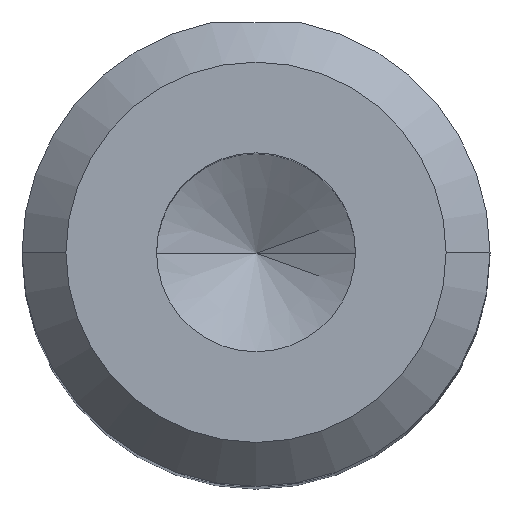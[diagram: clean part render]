
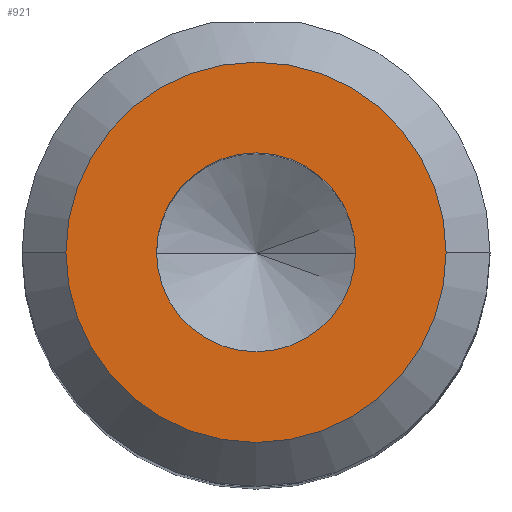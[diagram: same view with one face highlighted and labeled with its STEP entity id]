
A CAD part, top view. The second image highlights one B-rep face of the part: STEP entity #921.
In plain terms, the highlighted planar face has unit normal (0, 0, 1).
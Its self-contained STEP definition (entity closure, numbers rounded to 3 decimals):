
#21 = ORIENTED_EDGE ( 'NONE', *, *, #1112, .F. ) ;
#22 = ORIENTED_EDGE ( 'NONE', *, *, #804, .T. ) ;
#57 = DIRECTION ( 'NONE',  ( 1., 0., 0. ) ) ;
#63 = DIRECTION ( 'NONE',  ( 1., 0., 0. ) ) ;
#78 = AXIS2_PLACEMENT_3D ( 'NONE', #1255, #657, #57 ) ;
#144 = AXIS2_PLACEMENT_3D ( 'NONE', #1269, #361, #172 ) ;
#172 = DIRECTION ( 'NONE',  ( 1., 0., 0. ) ) ;
#185 = ORIENTED_EDGE ( 'NONE', *, *, #870, .F. ) ;
#248 = VERTEX_POINT ( 'NONE', #833 ) ;
#340 = AXIS2_PLACEMENT_3D ( 'NONE', #1133, #533, #1234 ) ;
#359 = DIRECTION ( 'NONE',  ( 0., 0., 1. ) ) ;
#361 = DIRECTION ( 'NONE',  ( 0., 0., 1. ) ) ;
#390 = CIRCLE ( 'NONE', #78, 3.4 ) ;
#523 = EDGE_LOOP ( 'NONE', ( #881, #22 ) ) ;
#533 = DIRECTION ( 'NONE',  ( 0., 0., 1. ) ) ;
#547 = AXIS2_PLACEMENT_3D ( 'NONE', #960, #359, #1062 ) ;
#657 = DIRECTION ( 'NONE',  ( 0., 0., 1. ) ) ;
#666 = DIRECTION ( 'NONE',  ( 0., 0., 1. ) ) ;
#669 = CARTESIAN_POINT ( 'NONE',  ( 6.5, 0., 30. ) ) ;
#719 = CIRCLE ( 'NONE', #340, 6.5 ) ;
#727 = CIRCLE ( 'NONE', #878, 3.4 ) ;
#771 = PLANE ( 'NONE',  #144 ) ;
#804 = EDGE_CURVE ( 'NONE', #912, #965, #719, .T. ) ;
#833 = CARTESIAN_POINT ( 'NONE',  ( 3.4, 0., 30. ) ) ;
#864 = EDGE_LOOP ( 'NONE', ( #21, #185 ) ) ;
#870 = EDGE_CURVE ( 'NONE', #1003, #248, #390, .T. ) ;
#878 = AXIS2_PLACEMENT_3D ( 'NONE', #1261, #666, #63 ) ;
#881 = ORIENTED_EDGE ( 'NONE', *, *, #1105, .T. ) ;
#902 = FACE_BOUND ( 'NONE', #864, .T. ) ;
#912 = VERTEX_POINT ( 'NONE', #669 ) ;
#921 = ADVANCED_FACE ( 'NONE', ( #1174, #902 ), #771, .T. ) ;
#960 = CARTESIAN_POINT ( 'NONE',  ( 0., 0., 30. ) ) ;
#965 = VERTEX_POINT ( 'NONE', #1184 ) ;
#987 = CARTESIAN_POINT ( 'NONE',  ( -3.4, 0., 30. ) ) ;
#1003 = VERTEX_POINT ( 'NONE', #987 ) ;
#1062 = DIRECTION ( 'NONE',  ( 1., 0., 0. ) ) ;
#1105 = EDGE_CURVE ( 'NONE', #965, #912, #1257, .T. ) ;
#1112 = EDGE_CURVE ( 'NONE', #248, #1003, #727, .T. ) ;
#1133 = CARTESIAN_POINT ( 'NONE',  ( 0., 0., 30. ) ) ;
#1174 = FACE_OUTER_BOUND ( 'NONE', #523, .T. ) ;
#1184 = CARTESIAN_POINT ( 'NONE',  ( -6.5, 0., 30. ) ) ;
#1234 = DIRECTION ( 'NONE',  ( 1., 0., 0. ) ) ;
#1255 = CARTESIAN_POINT ( 'NONE',  ( 0., 0., 30. ) ) ;
#1257 = CIRCLE ( 'NONE', #547, 6.5 ) ;
#1261 = CARTESIAN_POINT ( 'NONE',  ( 0., 0., 30. ) ) ;
#1269 = CARTESIAN_POINT ( 'NONE',  ( 0., 0., 30. ) ) ;
